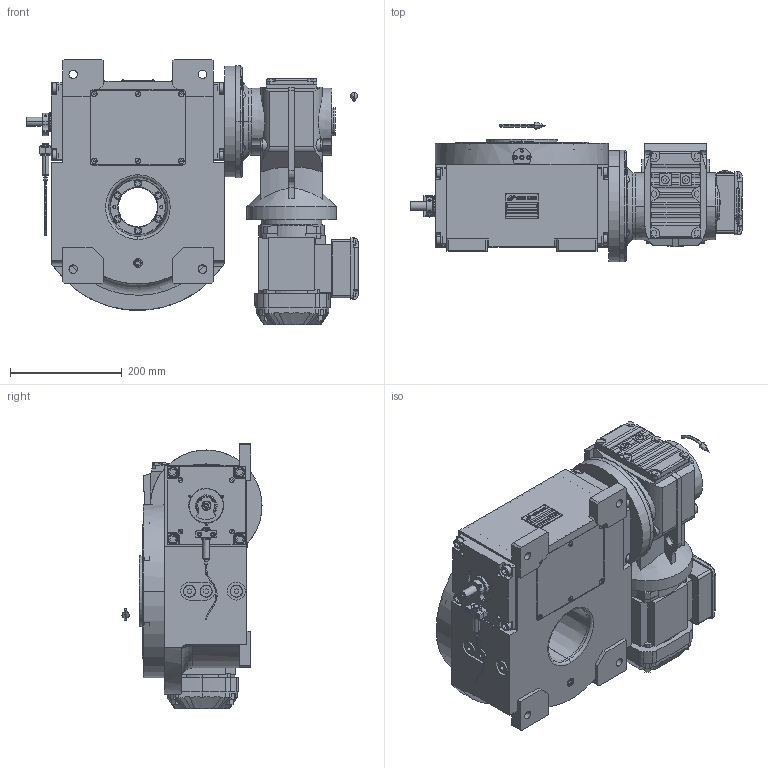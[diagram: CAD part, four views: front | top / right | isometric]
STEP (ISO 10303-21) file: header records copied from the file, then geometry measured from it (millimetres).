
FILE_DESCRIPTION (( 'STEP AP214' ), '1' );
FILE_NAME ('PC5200442.step', '2024-06-26T13:12:18', ( '' ), ( '' ), 'SwSTEP 2.0', 'SolidWorks 2020', '' );
FILE_SCHEMA (( 'AUTOMOTIVE_DESIGN' ));
Length unit declared in the file: millimetre
Products named in the file (92): cfn2155_01_095; KAF47DRN71MS4BE03HR_A_180; cfn2276_01_056; 900_38_30_003; cfn2205_01_015; cfn2115_01_008; cfn2000_01_126; rig09_003_12; cfn2000_01_099; AS_rig09_016; cfn2003_01_054; rig09_071_12_m.stp; cfn2104_01_018; RIG09_005_AF0.stp; AS_rig09_004; rig09_004; rig09_010_s_006; cfn2000_01_081; CFN2223_02_004.stp; cfn2001_02_002; rig09_017; rig09_007_master; cfn2400_04_003; AS_900_38_11_06_4; cfn2151_01_170; cfn2107_01_001; AS_rig09_002_s_025; cfn2000_01_161; olio_agip_blasia_150; cfn2077_01_036; CFN2000_01_185.stp; cfn2128_04_002; AS_cfn2476_01_002_60x46; 900_38_11_06_4; CFN2155_01_195.stp; AS_rig09_017; CFN2104_02_018.stp; cfn2010_01_015.prt; AS_rig09_010_s_006; CFN2223_02_003.stp ...
Assembly tree (84 placements, depth 5):
  cfn2276_01_056
  cfn2205_01_015
  CFN2223_02_004.stp
  rig09_007_master
  cfn2151_01_170
Bounding box: 595 x 251 x 475.7 mm (x, y, z)
Volume: 13889661 mm3; surface area: 1782146.2 mm2
Topology: 73 solids, 90 shells, 3236 faces, 8093 edges, 5236 vertices
Faces by surface type: plane 1642, cylinder 1097, cone 409, torus 43, bspline 37, sphere 8
Entity records: 108240 total; most frequent: CARTESIAN_POINT 28201, DIRECTION 15814, ORIENTED_EDGE 15518, EDGE_CURVE 7761, AXIS2_PLACEMENT_3D 5524, VERTEX_POINT 5067, VECTOR 4766, LINE 4766
